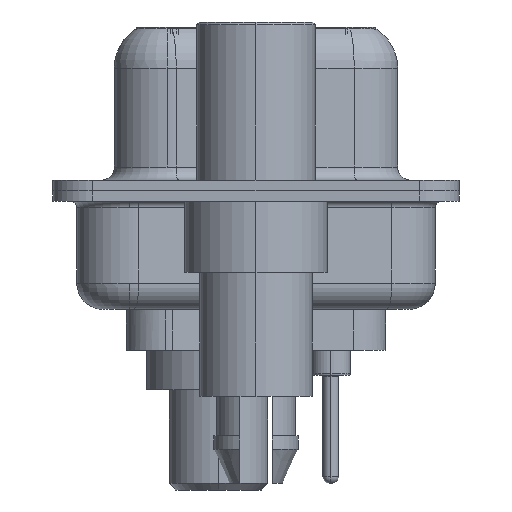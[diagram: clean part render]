
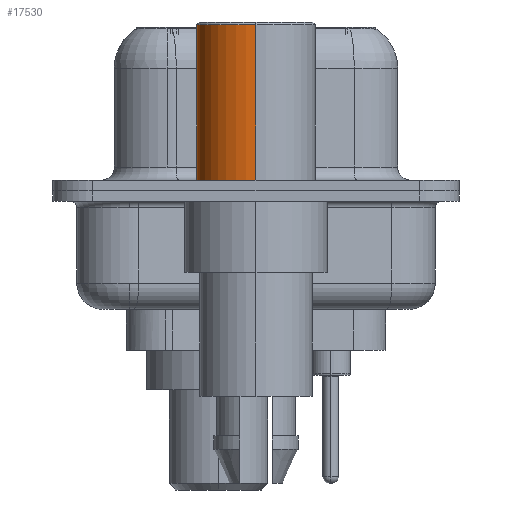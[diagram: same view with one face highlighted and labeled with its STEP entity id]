
A CAD part, left-side view. The second image highlights one B-rep face of the part: STEP entity #17530.
In plain terms, the highlighted cylindrical face has radius 2.25 mm (diameter 4.5 mm), a partial arc.
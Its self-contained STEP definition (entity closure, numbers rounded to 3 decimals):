
#993 = CARTESIAN_POINT ( 'NONE',  ( 2.25, 0., 0.581 ) ) ;
#1187 = DIRECTION ( 'NONE',  ( 0., 0., 1. ) ) ;
#1615 = EDGE_CURVE ( 'NONE', #31076, #26573, #22552, .T. ) ;
#1688 = DIRECTION ( 'NONE',  ( 0., 0., 1. ) ) ;
#1689 = CYLINDRICAL_SURFACE ( 'NONE', #14746, 2.25 ) ;
#1969 = CARTESIAN_POINT ( 'NONE',  ( 2.25, 0., 0.4 ) ) ;
#2995 = LINE ( 'NONE', #32212, #8201 ) ;
#4601 = ORIENTED_EDGE ( 'NONE', *, *, #5777, .F. ) ;
#4894 = DIRECTION ( 'NONE',  ( 1., 0., 0. ) ) ;
#5777 = EDGE_CURVE ( 'NONE', #26573, #20953, #24043, .T. ) ;
#7311 = FACE_OUTER_BOUND ( 'NONE', #32615, .T. ) ;
#8201 = VECTOR ( 'NONE', #22115, 1000. ) ;
#9180 = ORIENTED_EDGE ( 'NONE', *, *, #1615, .F. ) ;
#11804 = EDGE_CURVE ( 'NONE', #20490, #20953, #2995, .T. ) ;
#13139 = DIRECTION ( 'NONE',  ( 0., 0., 1. ) ) ;
#13954 = EDGE_CURVE ( 'NONE', #31076, #20490, #23315, .T. ) ;
#14746 = AXIS2_PLACEMENT_3D ( 'NONE', #17851, #13139, #4894 ) ;
#15797 = VECTOR ( 'NONE', #24123, 1000. ) ;
#16422 = CARTESIAN_POINT ( 'NONE',  ( 0., 0., 6.3 ) ) ;
#16745 = DIRECTION ( 'NONE',  ( 1., 0., 0. ) ) ;
#17334 = AXIS2_PLACEMENT_3D ( 'NONE', #16422, #1187, #16745 ) ;
#17530 = ADVANCED_FACE ( 'NONE', ( #7311 ), #1689, .T. ) ;
#17851 = CARTESIAN_POINT ( 'NONE',  ( 0., 0., 0.581 ) ) ;
#17940 = CARTESIAN_POINT ( 'NONE',  ( -2.25, 0., 0.4 ) ) ;
#19223 = ORIENTED_EDGE ( 'NONE', *, *, #13954, .T. ) ;
#19533 = AXIS2_PLACEMENT_3D ( 'NONE', #24485, #1688, #25041 ) ;
#20490 = VERTEX_POINT ( 'NONE', #17940 ) ;
#20953 = VERTEX_POINT ( 'NONE', #27929 ) ;
#22115 = DIRECTION ( 'NONE',  ( 0., 0., 1. ) ) ;
#22386 = ORIENTED_EDGE ( 'NONE', *, *, #11804, .T. ) ;
#22552 = LINE ( 'NONE', #993, #15797 ) ;
#23315 = CIRCLE ( 'NONE', #19533, 2.25 ) ;
#24043 = CIRCLE ( 'NONE', #17334, 2.25 ) ;
#24123 = DIRECTION ( 'NONE',  ( 0., 0., 1. ) ) ;
#24485 = CARTESIAN_POINT ( 'NONE',  ( 0., 0., 0.4 ) ) ;
#25041 = DIRECTION ( 'NONE',  ( 1., 0., 0. ) ) ;
#26573 = VERTEX_POINT ( 'NONE', #30899 ) ;
#27929 = CARTESIAN_POINT ( 'NONE',  ( -2.25, 0., 6.3 ) ) ;
#30899 = CARTESIAN_POINT ( 'NONE',  ( 2.25, 0., 6.3 ) ) ;
#31076 = VERTEX_POINT ( 'NONE', #1969 ) ;
#32212 = CARTESIAN_POINT ( 'NONE',  ( -2.25, 0., 0.581 ) ) ;
#32615 = EDGE_LOOP ( 'NONE', ( #19223, #22386, #4601, #9180 ) ) ;
